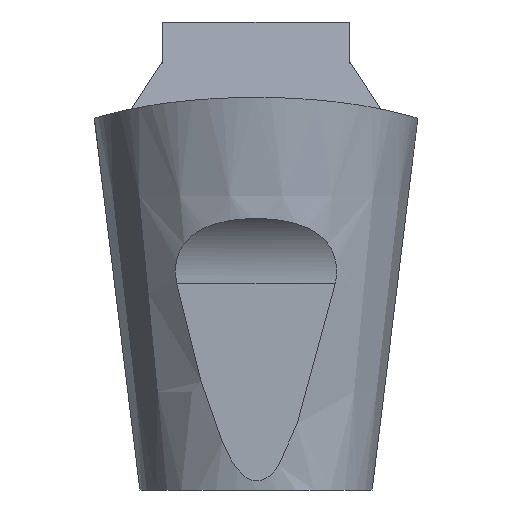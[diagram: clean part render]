
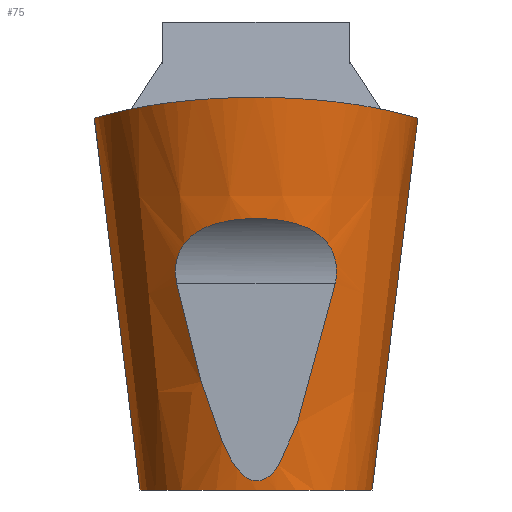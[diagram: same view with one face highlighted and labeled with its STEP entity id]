
A CAD part, front view. The second image highlights one B-rep face of the part: STEP entity #75.
In plain terms, the highlighted conical face has half-angle 7 degrees and reference radius 2 mm.
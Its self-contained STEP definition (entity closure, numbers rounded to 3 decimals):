
#42=CONICAL_SURFACE('',#470,2.,7.);
#44=CIRCLE('',#468,1.436);
#47=ELLIPSE('',#467,2.001,2.);
#48=ELLIPSE('',#469,2.001,2.);
#53=FACE_BOUND('',#132,.T.);
#54=FACE_BOUND('',#133,.T.);
#62=B_SPLINE_CURVE_WITH_KNOTS('',3,(#836,#837,#838,#839,#840,#841,#842,
#843,#844,#845,#846,#847,#848,#849,#850,#851,#852,#853,#854,#855,#856,#857,
#858,#859,#860,#861,#862,#863,#864,#865,#866,#867,#868,#869,#870,#871,#872),
 .UNSPECIFIED.,.F.,.F.,(4,3,3,3,3,3,3,3,3,3,3,3,4),(0.,0.063,
0.125,0.186,0.251,0.354,
0.489,0.626,0.732,0.811,
0.876,0.942,1.),.UNSPECIFIED.);
#63=B_SPLINE_CURVE_WITH_KNOTS('',3,(#875,#876,#877,#878,#879,#880,#881,
#882,#883,#884,#885,#886,#887,#888,#889,#890),.UNSPECIFIED.,.F.,.F.,(4,
2,2,2,2,2,2,4),(0.,0.25,0.375,0.5,
0.563,0.625,0.75,1.),.UNSPECIFIED.);
#64=B_SPLINE_CURVE_WITH_KNOTS('',3,(#896,#897,#898,#899,#900,#901,#902,
#903,#904,#905,#906,#907,#908,#909,#910,#911,#912,#913,#914,#915,#916,#917,
#918,#919,#920,#921,#922,#923,#924,#925,#926),.UNSPECIFIED.,.F.,.F.,(4,
3,3,3,3,3,3,3,3,3,4),(0.,0.099,0.199,0.3,
0.402,0.501,0.597,0.694,
0.792,0.894,1.),.UNSPECIFIED.);
#75=ADVANCED_FACE('SIDE_FP_AN_SU1',(#53,#54),#42,.T.);
#132=EDGE_LOOP('',(#195,#196));
#133=EDGE_LOOP('',(#197,#198,#199,#200,#201,#202));
#195=ORIENTED_EDGE('',*,*,#331,.T.);
#196=ORIENTED_EDGE('',*,*,#332,.T.);
#197=ORIENTED_EDGE('',*,*,#333,.F.);
#198=ORIENTED_EDGE('',*,*,#325,.F.);
#199=ORIENTED_EDGE('',*,*,#334,.F.);
#200=ORIENTED_EDGE('',*,*,#327,.T.);
#201=ORIENTED_EDGE('',*,*,#335,.F.);
#202=ORIENTED_EDGE('',*,*,#336,.F.);
#280=VERTEX_POINT('',#806);
#282=VERTEX_POINT('',#817);
#283=VERTEX_POINT('',#821);
#285=VERTEX_POINT('',#824);
#287=VERTEX_POINT('',#873);
#288=VERTEX_POINT('',#874);
#289=VERTEX_POINT('',#892);
#290=VERTEX_POINT('',#895);
#325=EDGE_CURVE('',#282,#280,#370,.T.);
#327=EDGE_CURVE('',#285,#283,#372,.T.);
#331=EDGE_CURVE('',#287,#288,#62,.T.);
#332=EDGE_CURVE('',#288,#287,#63,.T.);
#333=EDGE_CURVE('',#280,#289,#47,.T.);
#334=EDGE_CURVE('',#285,#282,#44,.T.);
#335=EDGE_CURVE('',#290,#283,#48,.T.);
#336=EDGE_CURVE('',#289,#290,#64,.T.);
#370=LINE('',#818,#408);
#372=LINE('',#823,#410);
#408=VECTOR('',#531,1.);
#410=VECTOR('',#535,1.);
#467=AXIS2_PLACEMENT_3D('',#891,#540,#541);
#468=AXIS2_PLACEMENT_3D('',#893,#542,#543);
#469=AXIS2_PLACEMENT_3D('',#894,#544,#545);
#470=AXIS2_PLACEMENT_3D('',#927,#546,#547);
#531=DIRECTION('',(-0.115,0.042,0.993));
#535=DIRECTION('',(0.115,0.042,0.993));
#540=DIRECTION('',(0.,-0.032,0.999));
#541=DIRECTION('',(0.,0.999,0.032));
#542=DIRECTION('',(0.,0.,-1.));
#543=DIRECTION('',(-1.,0.,0.));
#544=DIRECTION('',(0.,-0.032,0.999));
#545=DIRECTION('',(0.,0.999,0.032));
#546=DIRECTION('',(0.,0.,1.));
#547=DIRECTION('',(1.,0.,0.));
#806=CARTESIAN_POINT('',(-1.882,-7.615,0.019));
#817=CARTESIAN_POINT('',(-1.35,-7.809,-4.592));
#818=CARTESIAN_POINT('',(-1.879,-7.616,0.));
#821=CARTESIAN_POINT('',(1.882,-7.615,0.019));
#823=CARTESIAN_POINT('',(1.879,-7.616,0.));
#824=CARTESIAN_POINT('',(1.35,-7.809,-4.592));
#836=CARTESIAN_POINT('',(-0.98,-9.75,-2.036));
#837=CARTESIAN_POINT('',(-0.994,-9.75,-1.973));
#838=CARTESIAN_POINT('',(-0.999,-9.756,-1.907));
#839=CARTESIAN_POINT('',(-0.994,-9.769,-1.844));
#840=CARTESIAN_POINT('',(-0.99,-9.781,-1.781));
#841=CARTESIAN_POINT('',(-0.976,-9.8,-1.718));
#842=CARTESIAN_POINT('',(-0.952,-9.823,-1.662));
#843=CARTESIAN_POINT('',(-0.93,-9.844,-1.608));
#844=CARTESIAN_POINT('',(-0.899,-9.87,-1.559));
#845=CARTESIAN_POINT('',(-0.862,-9.896,-1.516));
#846=CARTESIAN_POINT('',(-0.822,-9.924,-1.469));
#847=CARTESIAN_POINT('',(-0.773,-9.954,-1.43));
#848=CARTESIAN_POINT('',(-0.72,-9.981,-1.397));
#849=CARTESIAN_POINT('',(-0.638,-10.023,-1.347));
#850=CARTESIAN_POINT('',(-0.542,-10.06,-1.311));
#851=CARTESIAN_POINT('',(-0.444,-10.088,-1.287));
#852=CARTESIAN_POINT('',(-0.313,-10.124,-1.255));
#853=CARTESIAN_POINT('',(-0.173,-10.145,-1.24));
#854=CARTESIAN_POINT('',(-0.034,-10.148,-1.238));
#855=CARTESIAN_POINT('',(0.107,-10.151,-1.236));
#856=CARTESIAN_POINT('',(0.251,-10.135,-1.246));
#857=CARTESIAN_POINT('',(0.386,-10.103,-1.274));
#858=CARTESIAN_POINT('',(0.489,-10.078,-1.295));
#859=CARTESIAN_POINT('',(0.59,-10.043,-1.326));
#860=CARTESIAN_POINT('',(0.678,-10.001,-1.373));
#861=CARTESIAN_POINT('',(0.745,-9.97,-1.409));
#862=CARTESIAN_POINT('',(0.806,-9.935,-1.453));
#863=CARTESIAN_POINT('',(0.855,-9.901,-1.508));
#864=CARTESIAN_POINT('',(0.896,-9.872,-1.554));
#865=CARTESIAN_POINT('',(0.93,-9.844,-1.607));
#866=CARTESIAN_POINT('',(0.954,-9.821,-1.666));
#867=CARTESIAN_POINT('',(0.978,-9.798,-1.725));
#868=CARTESIAN_POINT('',(0.992,-9.778,-1.791));
#869=CARTESIAN_POINT('',(0.995,-9.766,-1.857));
#870=CARTESIAN_POINT('',(0.998,-9.755,-1.916));
#871=CARTESIAN_POINT('',(0.993,-9.75,-1.977));
#872=CARTESIAN_POINT('',(0.98,-9.75,-2.036));
#873=CARTESIAN_POINT('',(-0.98,-9.75,-2.036));
#874=CARTESIAN_POINT('',(0.98,-9.75,-2.036));
#875=CARTESIAN_POINT('',(0.98,-9.75,-2.036));
#876=CARTESIAN_POINT('',(0.883,-9.75,-2.476));
#877=CARTESIAN_POINT('',(0.78,-9.75,-2.915));
#878=CARTESIAN_POINT('',(0.585,-9.75,-3.562));
#879=CARTESIAN_POINT('',(0.515,-9.75,-3.776));
#880=CARTESIAN_POINT('',(0.335,-9.75,-4.189));
#881=CARTESIAN_POINT('',(0.23,-9.75,-4.476));
#882=CARTESIAN_POINT('',(-0.111,-9.75,-4.481));
#883=CARTESIAN_POINT('',(-0.2,-9.75,-4.379));
#884=CARTESIAN_POINT('',(-0.329,-9.75,-4.191));
#885=CARTESIAN_POINT('',(-0.379,-9.75,-4.089));
#886=CARTESIAN_POINT('',(-0.514,-9.75,-3.779));
#887=CARTESIAN_POINT('',(-0.584,-9.75,-3.565));
#888=CARTESIAN_POINT('',(-0.779,-9.75,-2.917));
#889=CARTESIAN_POINT('',(-0.883,-9.75,-2.477));
#890=CARTESIAN_POINT('',(-0.98,-9.75,-2.036));
#891=CARTESIAN_POINT('',(0.,-8.292,-0.003));
#892=CARTESIAN_POINT('',(-1.989,-8.09,0.003));
#893=CARTESIAN_POINT('',(0.,-8.3,-4.592));
#894=CARTESIAN_POINT('',(0.,-8.292,-0.003));
#895=CARTESIAN_POINT('',(1.989,-8.09,0.003));
#896=CARTESIAN_POINT('',(-1.989,-8.09,0.003));
#897=CARTESIAN_POINT('',(-2.012,-8.312,-0.004));
#898=CARTESIAN_POINT('',(-1.998,-8.541,0.001));
#899=CARTESIAN_POINT('',(-1.949,-8.759,0.016));
#900=CARTESIAN_POINT('',(-1.899,-8.976,0.031));
#901=CARTESIAN_POINT('',(-1.813,-9.188,0.056));
#902=CARTESIAN_POINT('',(-1.698,-9.377,0.083));
#903=CARTESIAN_POINT('',(-1.579,-9.57,0.111));
#904=CARTESIAN_POINT('',(-1.426,-9.745,0.142));
#905=CARTESIAN_POINT('',(-1.251,-9.887,0.169));
#906=CARTESIAN_POINT('',(-1.074,-10.031,0.196));
#907=CARTESIAN_POINT('',(-0.87,-10.145,0.22));
#908=CARTESIAN_POINT('',(-0.654,-10.221,0.236));
#909=CARTESIAN_POINT('',(-0.444,-10.294,0.252));
#910=CARTESIAN_POINT('',(-0.218,-10.332,0.26));
#911=CARTESIAN_POINT('',(0.004,-10.332,0.26));
#912=CARTESIAN_POINT('',(0.221,-10.331,0.26));
#913=CARTESIAN_POINT('',(0.442,-10.294,0.252));
#914=CARTESIAN_POINT('',(0.647,-10.223,0.237));
#915=CARTESIAN_POINT('',(0.851,-10.153,0.222));
#916=CARTESIAN_POINT('',(1.046,-10.047,0.2));
#917=CARTESIAN_POINT('',(1.216,-9.914,0.174));
#918=CARTESIAN_POINT('',(1.391,-9.779,0.148));
#919=CARTESIAN_POINT('',(1.544,-9.613,0.118));
#920=CARTESIAN_POINT('',(1.665,-9.429,0.091));
#921=CARTESIAN_POINT('',(1.789,-9.239,0.062));
#922=CARTESIAN_POINT('',(1.882,-9.025,0.036));
#923=CARTESIAN_POINT('',(1.938,-8.804,0.019));
#924=CARTESIAN_POINT('',(1.996,-8.573,0.002));
#925=CARTESIAN_POINT('',(2.014,-8.327,-0.004));
#926=CARTESIAN_POINT('',(1.989,-8.09,0.003));
#927=CARTESIAN_POINT('',(0.,-8.3,0.));
